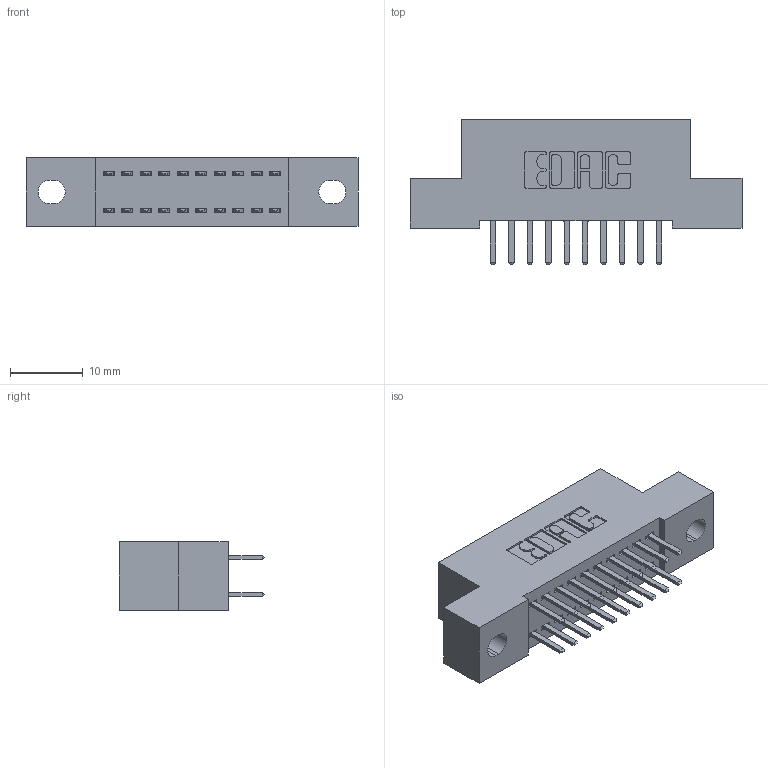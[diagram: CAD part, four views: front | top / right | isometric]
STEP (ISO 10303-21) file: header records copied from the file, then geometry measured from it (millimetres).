
FILE_DESCRIPTION (( 'STEP AP203' ), '1' );
FILE_NAME ('342-020-520-202.STEP', '2018-08-10T22:35:29', ( '' ), ( '' ), 'SwSTEP 2.0', 'SolidWorks 2016', '' );
FILE_SCHEMA (( 'CONFIG_CONTROL_DESIGN' ));
Length unit declared in the file: inch
Products named in the file (3): 342 Part_.128 Slot; 345-292-001_345-293-120; 342-020-520-202
Assembly tree (21 placements, depth 2):
  342-020-520-202
    342 Part_.128 Slot
    345-292-001_345-293-120  x20
Bounding box: 45.72 x 20.02 x 9.4 mm (x, y, z)
Volume: 3895.5 mm3; surface area: 5291.2 mm2
Topology: 21 solids, 21 shells, 1234 faces, 3571 edges, 2326 vertices
Faces by surface type: plane 830, cylinder 404
Entity records: 10689 total; most frequent: CARTESIAN_POINT 1822, ORIENTED_EDGE 1746, DIRECTION 1601, EDGE_CURVE 873, VECTOR 741, LINE 741, VERTEX_POINT 578, AXIS2_PLACEMENT_3D 430
